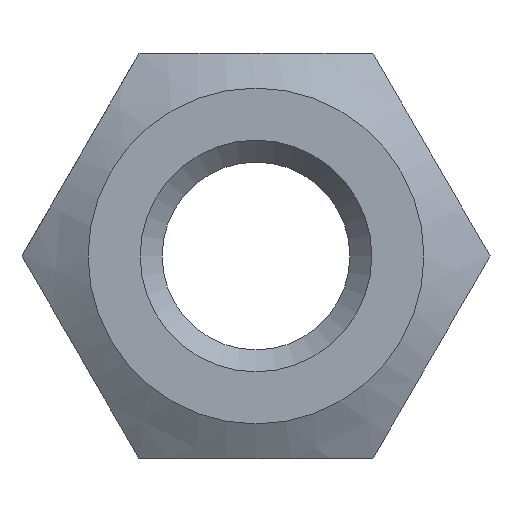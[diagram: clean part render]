
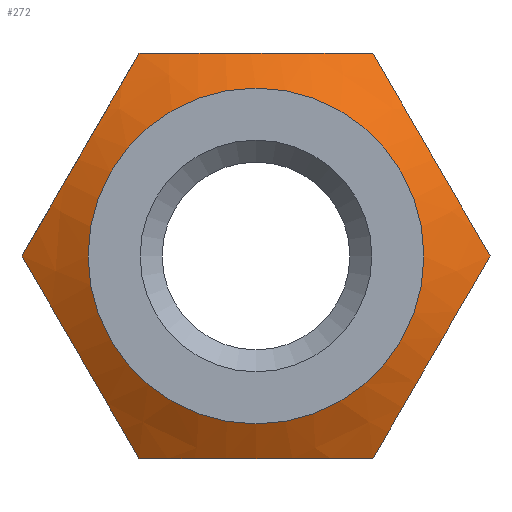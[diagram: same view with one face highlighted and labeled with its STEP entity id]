
A CAD part, left-side view. The second image highlights one B-rep face of the part: STEP entity #272.
In plain terms, the highlighted conical face has half-angle 60 degrees and reference radius 2.9 mm.
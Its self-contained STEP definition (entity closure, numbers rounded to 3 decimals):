
#70=(
BOUNDED_CURVE()
B_SPLINE_CURVE(2,(#335,#336,#337),.UNSPECIFIED.,.F.,.U.)
B_SPLINE_CURVE_WITH_KNOTS((3,3),(0.089,4.211),
 .UNSPECIFIED.)
CURVE()
GEOMETRIC_REPRESENTATION_ITEM()
RATIONAL_B_SPLINE_CURVE((1.007,1.163,1.007))
REPRESENTATION_ITEM('')
);
#71=(
BOUNDED_CURVE()
B_SPLINE_CURVE(2,(#343,#344,#345),.UNSPECIFIED.,.F.,.U.)
B_SPLINE_CURVE_WITH_KNOTS((3,3),(0.089,4.211),
 .UNSPECIFIED.)
CURVE()
GEOMETRIC_REPRESENTATION_ITEM()
RATIONAL_B_SPLINE_CURVE((1.007,1.163,1.007))
REPRESENTATION_ITEM('')
);
#72=(
BOUNDED_CURVE()
B_SPLINE_CURVE(2,(#351,#352,#353),.UNSPECIFIED.,.F.,.U.)
B_SPLINE_CURVE_WITH_KNOTS((3,3),(0.089,4.211),
 .UNSPECIFIED.)
CURVE()
GEOMETRIC_REPRESENTATION_ITEM()
RATIONAL_B_SPLINE_CURVE((1.007,1.163,1.007))
REPRESENTATION_ITEM('')
);
#73=(
BOUNDED_CURVE()
B_SPLINE_CURVE(2,(#379,#380,#381),.UNSPECIFIED.,.F.,.U.)
B_SPLINE_CURVE_WITH_KNOTS((3,3),(2.15,4.211),
 .UNSPECIFIED.)
CURVE()
GEOMETRIC_REPRESENTATION_ITEM()
RATIONAL_B_SPLINE_CURVE((1.085,1.085,1.007))
REPRESENTATION_ITEM('')
);
#74=(
BOUNDED_CURVE()
B_SPLINE_CURVE(2,(#382,#383,#384),.UNSPECIFIED.,.F.,.U.)
B_SPLINE_CURVE_WITH_KNOTS((3,3),(0.089,4.211),
 .UNSPECIFIED.)
CURVE()
GEOMETRIC_REPRESENTATION_ITEM()
RATIONAL_B_SPLINE_CURVE((1.007,1.163,1.007))
REPRESENTATION_ITEM('')
);
#75=(
BOUNDED_CURVE()
B_SPLINE_CURVE(2,(#386,#387,#388),.UNSPECIFIED.,.F.,.U.)
B_SPLINE_CURVE_WITH_KNOTS((3,3),(0.089,4.211),
 .UNSPECIFIED.)
CURVE()
GEOMETRIC_REPRESENTATION_ITEM()
RATIONAL_B_SPLINE_CURVE((1.007,1.163,1.007))
REPRESENTATION_ITEM('')
);
#76=(
BOUNDED_CURVE()
B_SPLINE_CURVE(2,(#389,#390,#391),.UNSPECIFIED.,.F.,.U.)
B_SPLINE_CURVE_WITH_KNOTS((3,3),(0.089,2.15),
 .UNSPECIFIED.)
CURVE()
GEOMETRIC_REPRESENTATION_ITEM()
RATIONAL_B_SPLINE_CURVE((1.007,1.085,1.085))
REPRESENTATION_ITEM('')
);
#85=CIRCLE('',#293,2.9);
#95=VERTEX_POINT('',#334);
#96=VERTEX_POINT('',#338);
#97=VERTEX_POINT('',#342);
#98=VERTEX_POINT('',#346);
#99=VERTEX_POINT('',#350);
#106=VERTEX_POINT('',#375);
#107=VERTEX_POINT('',#378);
#108=VERTEX_POINT('',#385);
#118=VECTOR('',#438,1.);
#129=LINE('',#377,#118);
#142=EDGE_CURVE('',#96,#95,#70,.F.);
#145=EDGE_CURVE('',#98,#97,#71,.F.);
#148=EDGE_CURVE('',#97,#99,#72,.F.);
#158=EDGE_CURVE('',#106,#106,#85,.F.);
#159=EDGE_CURVE('',#107,#106,#129,.T.);
#160=EDGE_CURVE('',#107,#98,#73,.T.);
#161=EDGE_CURVE('',#99,#108,#74,.T.);
#162=EDGE_CURVE('',#108,#96,#75,.T.);
#163=EDGE_CURVE('',#95,#107,#76,.T.);
#209=ORIENTED_EDGE('',*,*,#159,.T.);
#210=ORIENTED_EDGE('',*,*,#158,.T.);
#211=ORIENTED_EDGE('',*,*,#159,.F.);
#212=ORIENTED_EDGE('',*,*,#160,.T.);
#213=ORIENTED_EDGE('',*,*,#145,.T.);
#214=ORIENTED_EDGE('',*,*,#148,.T.);
#215=ORIENTED_EDGE('',*,*,#161,.T.);
#216=ORIENTED_EDGE('',*,*,#162,.T.);
#217=ORIENTED_EDGE('',*,*,#142,.T.);
#218=ORIENTED_EDGE('',*,*,#163,.T.);
#244=EDGE_LOOP('',(#209,#210,#211,#212,#213,#214,#215,#216,#217,#218));
#259=FACE_BOUND('',#244,.T.);
#272=ADVANCED_FACE('',(#259),#446,.T.);
#293=AXIS2_PLACEMENT_3D('',#374,#434,#435);
#294=AXIS2_PLACEMENT_3D('',#376,#436,#437);
#334=CARTESIAN_POINT('',(0.659,2.021,-3.5));
#335=CARTESIAN_POINT('',(0.659,2.021,-3.5));
#336=CARTESIAN_POINT('',(0.076,3.031,-1.75));
#337=CARTESIAN_POINT('',(0.659,4.041,0.));
#338=CARTESIAN_POINT('',(0.659,4.041,0.));
#342=CARTESIAN_POINT('',(0.659,-4.041,0.));
#343=CARTESIAN_POINT('',(0.659,-4.041,0.));
#344=CARTESIAN_POINT('',(0.076,-3.031,-1.75));
#345=CARTESIAN_POINT('',(0.659,-2.021,-3.5));
#346=CARTESIAN_POINT('',(0.659,-2.021,-3.5));
#350=CARTESIAN_POINT('',(0.659,-2.021,3.5));
#351=CARTESIAN_POINT('',(0.659,-2.021,3.5));
#352=CARTESIAN_POINT('',(0.076,-3.031,1.75));
#353=CARTESIAN_POINT('',(0.659,-4.041,0.));
#374=CARTESIAN_POINT('',(0.,0.,0.));
#375=CARTESIAN_POINT('',(0.,0.,-2.9));
#376=CARTESIAN_POINT('',(0.,0.,0.));
#377=CARTESIAN_POINT('',(0.593,0.,-3.927));
#378=CARTESIAN_POINT('',(0.346,0.,-3.5));
#379=CARTESIAN_POINT('',(0.346,0.,-3.5));
#380=CARTESIAN_POINT('',(0.346,-0.938,-3.5));
#381=CARTESIAN_POINT('',(0.659,-2.021,-3.5));
#382=CARTESIAN_POINT('',(0.659,-2.021,3.5));
#383=CARTESIAN_POINT('',(0.076,0.,3.5));
#384=CARTESIAN_POINT('',(0.659,2.021,3.5));
#385=CARTESIAN_POINT('',(0.659,2.021,3.5));
#386=CARTESIAN_POINT('',(0.659,2.021,3.5));
#387=CARTESIAN_POINT('',(0.076,3.031,1.75));
#388=CARTESIAN_POINT('',(0.659,4.041,0.));
#389=CARTESIAN_POINT('',(0.659,2.021,-3.5));
#390=CARTESIAN_POINT('',(0.346,0.938,-3.5));
#391=CARTESIAN_POINT('',(0.346,0.,-3.5));
#434=DIRECTION('',(-1.,0.,0.));
#435=DIRECTION('',(0.,0.,-2.9));
#436=DIRECTION('',(1.,0.,0.));
#437=DIRECTION('',(0.,0.,-2.9));
#438=DIRECTION('',(-0.5,0.,0.866));
#446=CONICAL_SURFACE('',#294,2.9,1.047);
